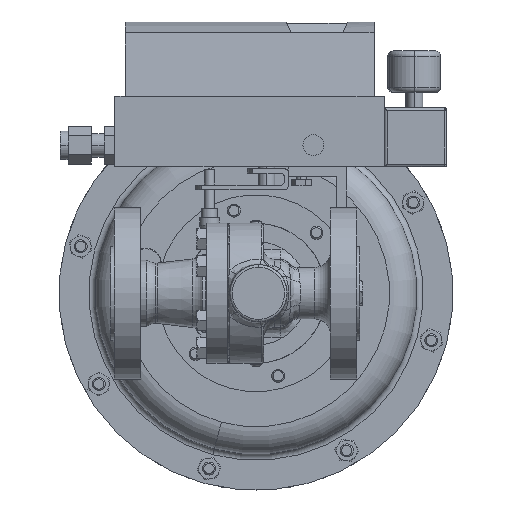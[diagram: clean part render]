
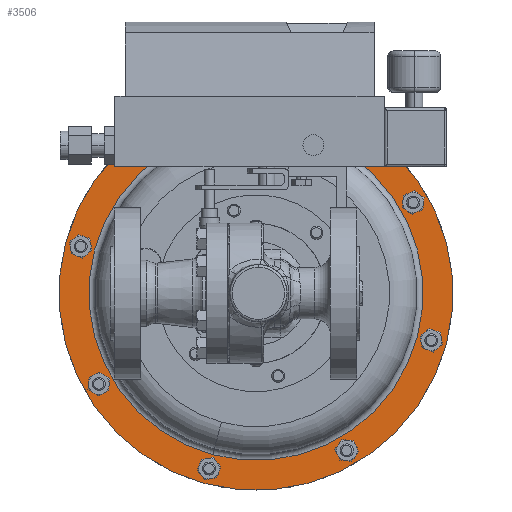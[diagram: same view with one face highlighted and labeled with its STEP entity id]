
A CAD part, front view. The second image highlights one B-rep face of the part: STEP entity #3506.
In plain terms, the highlighted planar face has unit normal (0, -1, 0).
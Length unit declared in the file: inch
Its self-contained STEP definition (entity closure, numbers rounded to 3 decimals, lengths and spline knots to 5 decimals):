
#821 = AXIS2_PLACEMENT_3D ( 'NONE', #26650, #11050, #29196 ) ;
#1610 = AXIS2_PLACEMENT_3D ( 'NONE', #7403, #3008, #6393 ) ;
#3008 = DIRECTION ( 'NONE',  ( 0., 1., 0. ) ) ;
#3506 = ADVANCED_FACE ( 'NONE', ( #22884, #29713 ), #29242, .T. ) ;
#4434 = EDGE_CURVE ( 'NONE', #8692, #23376, #17918, .T. ) ;
#6393 = DIRECTION ( 'NONE',  ( -0.259, 0., -0.966 ) ) ;
#6810 = VERTEX_POINT ( 'NONE', #13375 ) ;
#7403 = CARTESIAN_POINT ( 'NONE',  ( 0.34409, 11.12786, 4.93247 ) ) ;
#8360 = CARTESIAN_POINT ( 'NONE',  ( 1.38688, 11.12786, 8.82419 ) ) ;
#8692 = VERTEX_POINT ( 'NONE', #30460 ) ;
#9902 = AXIS2_PLACEMENT_3D ( 'NONE', #25912, #10305, #28484 ) ;
#10305 = DIRECTION ( 'NONE',  ( 0., 1., 0. ) ) ;
#11050 = DIRECTION ( 'NONE',  ( 0., 1., 0. ) ) ;
#11843 = DIRECTION ( 'NONE',  ( 0., 1., 0. ) ) ;
#13375 = CARTESIAN_POINT ( 'NONE',  ( -0.8853, 11.12786, 0.34432 ) ) ;
#14256 = CARTESIAN_POINT ( 'NONE',  ( 1.57349, 11.12786, 9.52062 ) ) ;
#15547 = CIRCLE ( 'NONE', #9902, 4.75 ) ;
#16740 = ORIENTED_EDGE ( 'NONE', *, *, #4434, .T. ) ;
#17710 = AXIS2_PLACEMENT_3D ( 'NONE', #27436, #11843, #29936 ) ;
#17918 = CIRCLE ( 'NONE', #1610, 4.029 ) ;
#18913 = DIRECTION ( 'NONE',  ( 0.259, 0., 0.966 ) ) ;
#19411 = CIRCLE ( 'NONE', #821, 4.029 ) ;
#22508 = EDGE_CURVE ( 'NONE', #23376, #8692, #19411, .T. ) ;
#22884 = FACE_BOUND ( 'NONE', #32567, .T. ) ;
#23376 = VERTEX_POINT ( 'NONE', #8360 ) ;
#25912 = CARTESIAN_POINT ( 'NONE',  ( 0.34409, 11.12786, 4.93247 ) ) ;
#26267 = DIRECTION ( 'NONE',  ( 0., -1., 0. ) ) ;
#26650 = CARTESIAN_POINT ( 'NONE',  ( 0.34409, 11.12786, 4.93247 ) ) ;
#27333 = CIRCLE ( 'NONE', #17710, 4.75 ) ;
#27436 = CARTESIAN_POINT ( 'NONE',  ( 0.34409, 11.12786, 4.93247 ) ) ;
#28368 = CARTESIAN_POINT ( 'NONE',  ( -4.24405, 11.12786, 6.16186 ) ) ;
#28484 = DIRECTION ( 'NONE',  ( -0.259, 0., -0.966 ) ) ;
#28507 = EDGE_LOOP ( 'NONE', ( #32142, #29030 ) ) ;
#29030 = ORIENTED_EDGE ( 'NONE', *, *, #30713, .F. ) ;
#29196 = DIRECTION ( 'NONE',  ( -0.259, 0., -0.966 ) ) ;
#29242 = PLANE ( 'NONE',  #30102 ) ;
#29444 = VERTEX_POINT ( 'NONE', #14256 ) ;
#29588 = EDGE_CURVE ( 'NONE', #6810, #29444, #15547, .T. ) ;
#29713 = FACE_OUTER_BOUND ( 'NONE', #28507, .T. ) ;
#29936 = DIRECTION ( 'NONE',  ( -0.259, 0., -0.966 ) ) ;
#30102 = AXIS2_PLACEMENT_3D ( 'NONE', #28368, #26267, #18913 ) ;
#30460 = CARTESIAN_POINT ( 'NONE',  ( -0.69869, 11.12786, 1.04076 ) ) ;
#30713 = EDGE_CURVE ( 'NONE', #29444, #6810, #27333, .T. ) ;
#31604 = ORIENTED_EDGE ( 'NONE', *, *, #22508, .T. ) ;
#32142 = ORIENTED_EDGE ( 'NONE', *, *, #29588, .F. ) ;
#32567 = EDGE_LOOP ( 'NONE', ( #16740, #31604 ) ) ;
